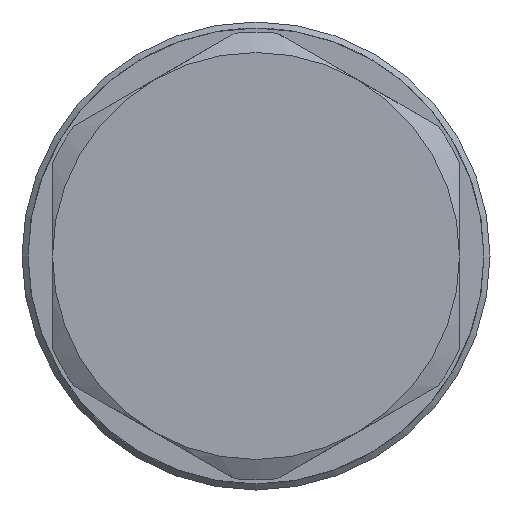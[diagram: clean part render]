
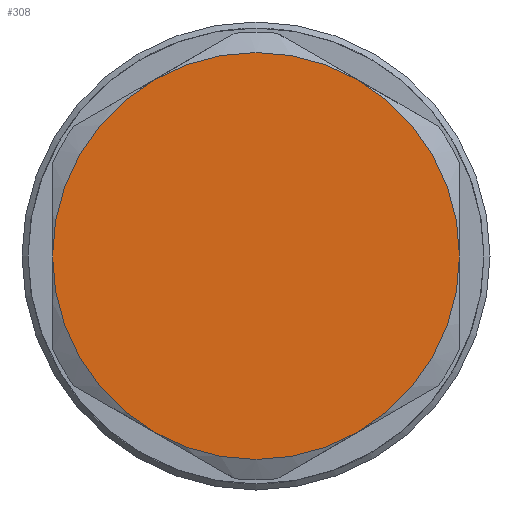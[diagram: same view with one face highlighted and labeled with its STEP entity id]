
A CAD part, left-side view. The second image highlights one B-rep face of the part: STEP entity #308.
In plain terms, the highlighted planar face has unit normal (-1, 0, 0).
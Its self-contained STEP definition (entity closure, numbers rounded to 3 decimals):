
#164=PLANE('',#2396);
#308=ADVANCED_FACE('',(#482),#164,.T.);
#482=FACE_OUTER_BOUND('',#617,.T.);
#617=EDGE_LOOP('',(#1172,#1173,#1174,#1175,#1176,#1177));
#1172=ORIENTED_EDGE('',*,*,#1974,.T.);
#1173=ORIENTED_EDGE('',*,*,#1966,.T.);
#1174=ORIENTED_EDGE('',*,*,#1958,.T.);
#1175=ORIENTED_EDGE('',*,*,#1970,.T.);
#1176=ORIENTED_EDGE('',*,*,#1962,.T.);
#1177=ORIENTED_EDGE('',*,*,#1954,.T.);
#1729=VERTEX_POINT('',#3427);
#1731=VERTEX_POINT('',#3430);
#1733=VERTEX_POINT('',#3442);
#1735=VERTEX_POINT('',#3445);
#1738=VERTEX_POINT('',#3459);
#1741=VERTEX_POINT('',#3473);
#1954=EDGE_CURVE('',#1731,#1729,#2244,.T.);
#1958=EDGE_CURVE('',#1735,#1733,#2246,.T.);
#1962=EDGE_CURVE('',#1738,#1731,#2248,.T.);
#1966=EDGE_CURVE('',#1741,#1735,#2250,.T.);
#1970=EDGE_CURVE('',#1733,#1738,#2252,.T.);
#1974=EDGE_CURVE('',#1729,#1741,#2254,.T.);
#2244=CIRCLE('',#2370,5.);
#2246=CIRCLE('',#2373,5.);
#2248=CIRCLE('',#2376,5.);
#2250=CIRCLE('',#2379,5.);
#2252=CIRCLE('',#2382,5.);
#2254=CIRCLE('',#2385,5.);
#2370=AXIS2_PLACEMENT_3D('',#3429,#2671,#2672);
#2373=AXIS2_PLACEMENT_3D('',#3444,#2677,#2678);
#2376=AXIS2_PLACEMENT_3D('',#3458,#2683,#2684);
#2379=AXIS2_PLACEMENT_3D('',#3472,#2689,#2690);
#2382=AXIS2_PLACEMENT_3D('',#3486,#2695,#2696);
#2385=AXIS2_PLACEMENT_3D('',#3499,#2701,#2702);
#2396=AXIS2_PLACEMENT_3D('',#3545,#2741,#2742);
#2671=DIRECTION('',(-1.,0.,0.));
#2672=DIRECTION('',(0.,0.,1.));
#2677=DIRECTION('',(-1.,0.,0.));
#2678=DIRECTION('',(0.,0.,1.));
#2683=DIRECTION('',(-1.,0.,0.));
#2684=DIRECTION('',(0.,0.,1.));
#2689=DIRECTION('',(-1.,0.,0.));
#2690=DIRECTION('',(0.,0.,1.));
#2695=DIRECTION('',(-1.,0.,0.));
#2696=DIRECTION('',(0.,0.,1.));
#2701=DIRECTION('',(-1.,0.,0.));
#2702=DIRECTION('',(0.,0.,1.));
#2741=DIRECTION('',(-1.,0.,0.));
#2742=DIRECTION('',(0.,0.,1.));
#3427=CARTESIAN_POINT('',(-39.,2.5,4.33));
#3429=CARTESIAN_POINT('',(-39.,0.,0.));
#3430=CARTESIAN_POINT('',(-39.,-2.5,4.33));
#3442=CARTESIAN_POINT('',(-39.,-2.5,-4.33));
#3444=CARTESIAN_POINT('',(-39.,0.,0.));
#3445=CARTESIAN_POINT('',(-39.,2.5,-4.33));
#3458=CARTESIAN_POINT('',(-39.,0.,0.));
#3459=CARTESIAN_POINT('',(-39.,-5.,0.));
#3472=CARTESIAN_POINT('',(-39.,0.,0.));
#3473=CARTESIAN_POINT('',(-39.,5.,0.));
#3486=CARTESIAN_POINT('',(-39.,0.,0.));
#3499=CARTESIAN_POINT('',(-39.,0.,0.));
#3545=CARTESIAN_POINT('',(-39.,0.,0.));
